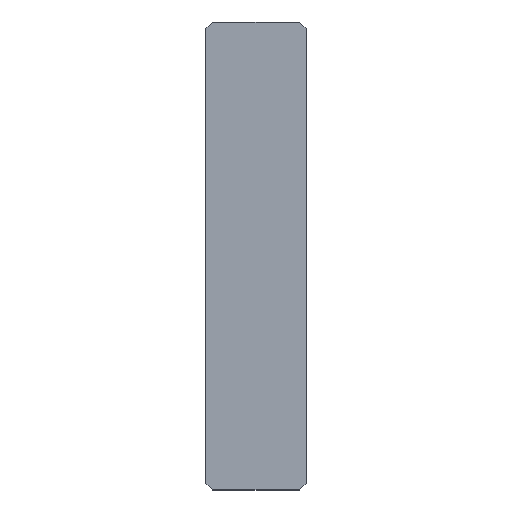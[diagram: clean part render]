
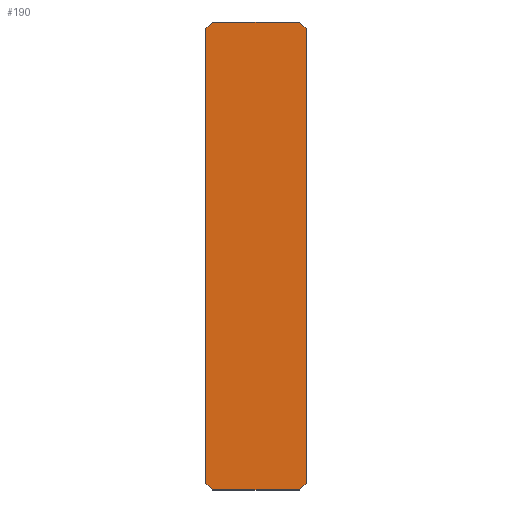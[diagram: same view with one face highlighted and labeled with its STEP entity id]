
A CAD part, top view. The second image highlights one B-rep face of the part: STEP entity #190.
In plain terms, the highlighted planar face has unit normal (0, 0, 1).
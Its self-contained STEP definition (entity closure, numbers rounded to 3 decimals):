
#24=FACE_OUTER_BOUND('',#34,.T.);
#34=EDGE_LOOP('',(#163,#164,#165,#166,#167,#168,#169,#170));
#35=LINE('',#271,#59);
#41=LINE('',#282,#65);
#48=LINE('',#297,#72);
#51=LINE('',#302,#75);
#52=LINE('',#305,#76);
#55=LINE('',#310,#79);
#56=LINE('',#313,#80);
#58=LINE('',#316,#82);
#59=VECTOR('',#225,10.);
#65=VECTOR('',#233,10.);
#72=VECTOR('',#244,10.);
#75=VECTOR('',#249,10.);
#76=VECTOR('',#252,10.);
#79=VECTOR('',#257,10.);
#80=VECTOR('',#260,10.);
#82=VECTOR('',#264,10.);
#83=VERTEX_POINT('',#269);
#84=VERTEX_POINT('',#270);
#88=VERTEX_POINT('',#280);
#94=VERTEX_POINT('',#296);
#95=VERTEX_POINT('',#300);
#96=VERTEX_POINT('',#304);
#97=VERTEX_POINT('',#308);
#98=VERTEX_POINT('',#312);
#99=EDGE_CURVE('',#83,#84,#35,.T.);
#105=EDGE_CURVE('',#88,#83,#41,.T.);
#112=EDGE_CURVE('',#94,#88,#48,.T.);
#115=EDGE_CURVE('',#95,#94,#51,.T.);
#116=EDGE_CURVE('',#96,#95,#52,.T.);
#119=EDGE_CURVE('',#97,#96,#55,.T.);
#120=EDGE_CURVE('',#98,#97,#56,.T.);
#122=EDGE_CURVE('',#84,#98,#58,.T.);
#163=ORIENTED_EDGE('',*,*,#99,.F.);
#164=ORIENTED_EDGE('',*,*,#105,.F.);
#165=ORIENTED_EDGE('',*,*,#112,.F.);
#166=ORIENTED_EDGE('',*,*,#115,.F.);
#167=ORIENTED_EDGE('',*,*,#116,.F.);
#168=ORIENTED_EDGE('',*,*,#119,.F.);
#169=ORIENTED_EDGE('',*,*,#120,.F.);
#170=ORIENTED_EDGE('',*,*,#122,.F.);
#180=PLANE('',#220);
#190=ADVANCED_FACE('',(#24),#180,.T.);
#220=AXIS2_PLACEMENT_3D('',#317,#265,#266);
#225=DIRECTION('',(0.707,0.707,0.));
#233=DIRECTION('',(0.,1.,0.));
#244=DIRECTION('',(-0.707,0.707,0.));
#249=DIRECTION('',(-1.,0.,0.));
#252=DIRECTION('',(-0.707,-0.707,0.));
#257=DIRECTION('',(0.,-1.,0.));
#260=DIRECTION('',(0.707,-0.707,0.));
#264=DIRECTION('',(1.,0.,0.));
#265=DIRECTION('center_axis',(0.,0.,1.));
#266=DIRECTION('ref_axis',(1.,0.,0.));
#269=CARTESIAN_POINT('',(-15.,68.,4.));
#270=CARTESIAN_POINT('',(-13.,70.,4.));
#271=CARTESIAN_POINT('',(-27.75,55.25,4.));
#280=CARTESIAN_POINT('',(-15.,-68.,4.));
#282=CARTESIAN_POINT('',(-15.,-70.,4.));
#296=CARTESIAN_POINT('',(-13.,-70.,4.));
#297=CARTESIAN_POINT('',(-27.75,-55.25,4.));
#300=CARTESIAN_POINT('',(13.,-70.,4.));
#302=CARTESIAN_POINT('',(15.,-70.,4.));
#304=CARTESIAN_POINT('',(15.,-68.,4.));
#305=CARTESIAN_POINT('',(27.75,-55.25,4.));
#308=CARTESIAN_POINT('',(15.,68.,4.));
#310=CARTESIAN_POINT('',(15.,70.,4.));
#312=CARTESIAN_POINT('',(13.,70.,4.));
#313=CARTESIAN_POINT('',(27.75,55.25,4.));
#316=CARTESIAN_POINT('',(-15.,70.,4.));
#317=CARTESIAN_POINT('Origin',(0.,0.,4.));
